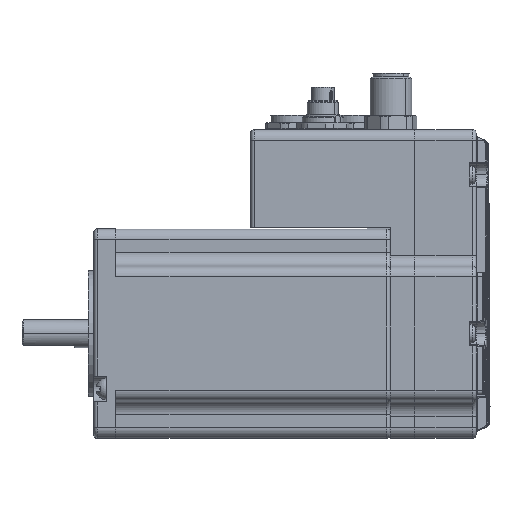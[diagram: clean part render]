
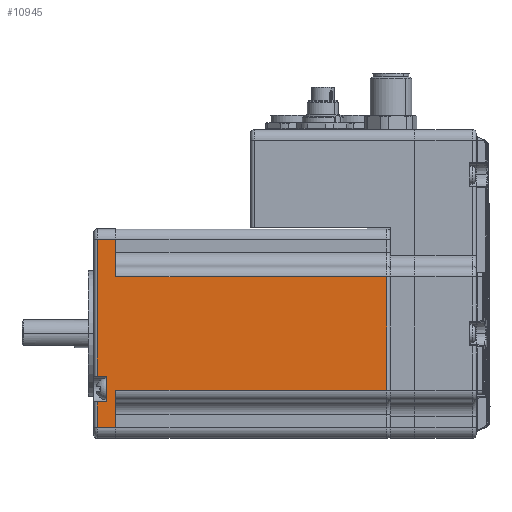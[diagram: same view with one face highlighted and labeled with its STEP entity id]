
A CAD part, top view. The second image highlights one B-rep face of the part: STEP entity #10945.
In plain terms, the highlighted face is planar.
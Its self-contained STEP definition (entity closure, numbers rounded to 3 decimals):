
#2211 = LINE ( 'NONE', #81241, #104222 ) ;
#2726 = FACE_OUTER_BOUND ( 'NONE', #10181, .T. ) ;
#3795 = VECTOR ( 'NONE', #98364, 1000. ) ;
#4005 = EDGE_CURVE ( 'NONE', #56176, #17181, #59027, .T. ) ;
#4399 = EDGE_CURVE ( 'NONE', #43379, #26810, #49130, .T. ) ;
#6317 = ORIENTED_EDGE ( 'NONE', *, *, #57662, .F. ) ;
#7236 = CARTESIAN_POINT ( 'NONE',  ( 92.176, 155.692, -212. ) ) ;
#8876 = CARTESIAN_POINT ( 'NONE',  ( 92.176, 169.392, -205.7 ) ) ;
#10124 = CARTESIAN_POINT ( 'NONE',  ( 92.176, 205.292, -208.5 ) ) ;
#10181 = EDGE_LOOP ( 'NONE', ( #37554, #103397, #48333, #44248, #102291, #96828, #11557, #85440, #86903, #73373, #37723, #6317 ) ) ;
#10407 = VECTOR ( 'NONE', #61435, 1000. ) ;
#10604 = CARTESIAN_POINT ( 'NONE',  ( 92.176, 169.392, -128. ) ) ;
#10945 = ADVANCED_FACE ( 'NONE', ( #2726 ), #69406, .T. ) ;
#11557 = ORIENTED_EDGE ( 'NONE', *, *, #4005, .F. ) ;
#15665 = VECTOR ( 'NONE', #93544, 1000. ) ;
#17181 = VERTEX_POINT ( 'NONE', #23912 ) ;
#17478 = CARTESIAN_POINT ( 'NONE',  ( 92.176, 158.692, -205.7 ) ) ;
#19423 = VECTOR ( 'NONE', #97289, 1000. ) ;
#19527 = CARTESIAN_POINT ( 'NONE',  ( 92.176, 205.292, -211. ) ) ;
#23912 = CARTESIAN_POINT ( 'NONE',  ( 92.176, 197.892, -211. ) ) ;
#24030 = VERTEX_POINT ( 'NONE', #10124 ) ;
#24766 = EDGE_CURVE ( 'NONE', #60535, #56234, #63211, .T. ) ;
#25238 = DIRECTION ( 'NONE',  ( 1., 0., 0. ) ) ;
#26784 = DIRECTION ( 'NONE',  ( 0., 1., 0. ) ) ;
#26810 = VERTEX_POINT ( 'NONE', #17478 ) ;
#33713 = CARTESIAN_POINT ( 'NONE',  ( 92.176, 169.392, -212. ) ) ;
#33798 = EDGE_CURVE ( 'NONE', #34498, #24030, #58322, .T. ) ;
#34203 = CARTESIAN_POINT ( 'NONE',  ( 92.176, 201.992, -128. ) ) ;
#34498 = VERTEX_POINT ( 'NONE', #19527 ) ;
#34783 = CARTESIAN_POINT ( 'NONE',  ( 92.176, 197.892, -211. ) ) ;
#37554 = ORIENTED_EDGE ( 'NONE', *, *, #76247, .T. ) ;
#37723 = ORIENTED_EDGE ( 'NONE', *, *, #54539, .F. ) ;
#38825 = CARTESIAN_POINT ( 'NONE',  ( 92.176, 155.692, -128. ) ) ;
#42178 = VECTOR ( 'NONE', #59087, 1000. ) ;
#42297 = CARTESIAN_POINT ( 'NONE',  ( 92.176, 216.227, -205.7 ) ) ;
#43379 = VERTEX_POINT ( 'NONE', #59845 ) ;
#44248 = ORIENTED_EDGE ( 'NONE', *, *, #74932, .F. ) ;
#45890 = CARTESIAN_POINT ( 'NONE',  ( 92.176, 155.692, -208.5 ) ) ;
#46122 = DIRECTION ( 'NONE',  ( 0., 1., 0. ) ) ;
#48333 = ORIENTED_EDGE ( 'NONE', *, *, #65417, .T. ) ;
#49130 = LINE ( 'NONE', #79354, #112144 ) ;
#51209 = VECTOR ( 'NONE', #46122, 1000. ) ;
#54539 = EDGE_CURVE ( 'NONE', #98838, #105801, #114779, .T. ) ;
#54729 = VECTOR ( 'NONE', #87795, 1000. ) ;
#56176 = VERTEX_POINT ( 'NONE', #80934 ) ;
#56234 = VERTEX_POINT ( 'NONE', #10604 ) ;
#56684 = CARTESIAN_POINT ( 'NONE',  ( 92.176, 212.692, -211. ) ) ;
#57662 = EDGE_CURVE ( 'NONE', #101069, #98838, #63044, .T. ) ;
#57940 = CARTESIAN_POINT ( 'NONE',  ( 92.176, 197.892, -212. ) ) ;
#58021 = AXIS2_PLACEMENT_3D ( 'NONE', #7236, #25238, #69778 ) ;
#58322 = LINE ( 'NONE', #80025, #3795 ) ;
#59027 = LINE ( 'NONE', #57940, #42178 ) ;
#59087 = DIRECTION ( 'NONE',  ( 0., 0., -1. ) ) ;
#59845 = CARTESIAN_POINT ( 'NONE',  ( 92.176, 158.692, -211. ) ) ;
#60535 = VERTEX_POINT ( 'NONE', #34203 ) ;
#61435 = DIRECTION ( 'NONE',  ( 0., 0., 1. ) ) ;
#62412 = LINE ( 'NONE', #71955, #51209 ) ;
#63044 = LINE ( 'NONE', #42297, #89645 ) ;
#63211 = LINE ( 'NONE', #38825, #15665 ) ;
#65417 = EDGE_CURVE ( 'NONE', #56234, #72739, #78597, .T. ) ;
#69406 = PLANE ( 'NONE',  #58021 ) ;
#69778 = DIRECTION ( 'NONE',  ( 0., 0., -1. ) ) ;
#71955 = CARTESIAN_POINT ( 'NONE',  ( 92.176, 169.87, -205.7 ) ) ;
#72739 = VERTEX_POINT ( 'NONE', #8876 ) ;
#73373 = ORIENTED_EDGE ( 'NONE', *, *, #75430, .F. ) ;
#73856 = DIRECTION ( 'NONE',  ( 0., 0., 1. ) ) ;
#74932 = EDGE_CURVE ( 'NONE', #26810, #72739, #62412, .T. ) ;
#75430 = EDGE_CURVE ( 'NONE', #105801, #34498, #2211, .T. ) ;
#76247 = EDGE_CURVE ( 'NONE', #101069, #60535, #84503, .T. ) ;
#78597 = LINE ( 'NONE', #33713, #91172 ) ;
#78610 = CARTESIAN_POINT ( 'NONE',  ( 92.176, 212.692, -205.7 ) ) ;
#79354 = CARTESIAN_POINT ( 'NONE',  ( 92.176, 158.692, -121. ) ) ;
#80025 = CARTESIAN_POINT ( 'NONE',  ( 92.176, 205.292, -212. ) ) ;
#80934 = CARTESIAN_POINT ( 'NONE',  ( 92.176, 197.892, -208.5 ) ) ;
#81241 = CARTESIAN_POINT ( 'NONE',  ( 92.176, 205.292, -211. ) ) ;
#84318 = EDGE_CURVE ( 'NONE', #56176, #24030, #109852, .T. ) ;
#84503 = LINE ( 'NONE', #106731, #10407 ) ;
#85440 = ORIENTED_EDGE ( 'NONE', *, *, #84318, .T. ) ;
#86903 = ORIENTED_EDGE ( 'NONE', *, *, #33798, .F. ) ;
#87795 = DIRECTION ( 'NONE',  ( 0., 0., -1. ) ) ;
#89645 = VECTOR ( 'NONE', #104041, 1000. ) ;
#91172 = VECTOR ( 'NONE', #114195, 1000. ) ;
#93544 = DIRECTION ( 'NONE',  ( 0., -1., 0. ) ) ;
#94144 = EDGE_CURVE ( 'NONE', #17181, #43379, #96350, .T. ) ;
#94874 = CARTESIAN_POINT ( 'NONE',  ( 92.176, 212.692, -212. ) ) ;
#96350 = LINE ( 'NONE', #34783, #19423 ) ;
#96828 = ORIENTED_EDGE ( 'NONE', *, *, #94144, .F. ) ;
#97289 = DIRECTION ( 'NONE',  ( 0., -1., 0. ) ) ;
#98364 = DIRECTION ( 'NONE',  ( 0., 0., 1. ) ) ;
#98838 = VERTEX_POINT ( 'NONE', #78610 ) ;
#99962 = DIRECTION ( 'NONE',  ( 0., -1., 0. ) ) ;
#101069 = VERTEX_POINT ( 'NONE', #106285 ) ;
#102291 = ORIENTED_EDGE ( 'NONE', *, *, #4399, .F. ) ;
#103397 = ORIENTED_EDGE ( 'NONE', *, *, #24766, .T. ) ;
#104041 = DIRECTION ( 'NONE',  ( 0., 1., 0. ) ) ;
#104222 = VECTOR ( 'NONE', #99962, 1000. ) ;
#105801 = VERTEX_POINT ( 'NONE', #56684 ) ;
#106285 = CARTESIAN_POINT ( 'NONE',  ( 92.176, 201.992, -205.7 ) ) ;
#106731 = CARTESIAN_POINT ( 'NONE',  ( 92.176, 201.992, -212. ) ) ;
#109852 = LINE ( 'NONE', #45890, #114014 ) ;
#112144 = VECTOR ( 'NONE', #73856, 1000. ) ;
#114014 = VECTOR ( 'NONE', #26784, 1000. ) ;
#114195 = DIRECTION ( 'NONE',  ( 0., 0., -1. ) ) ;
#114779 = LINE ( 'NONE', #94874, #54729 ) ;
